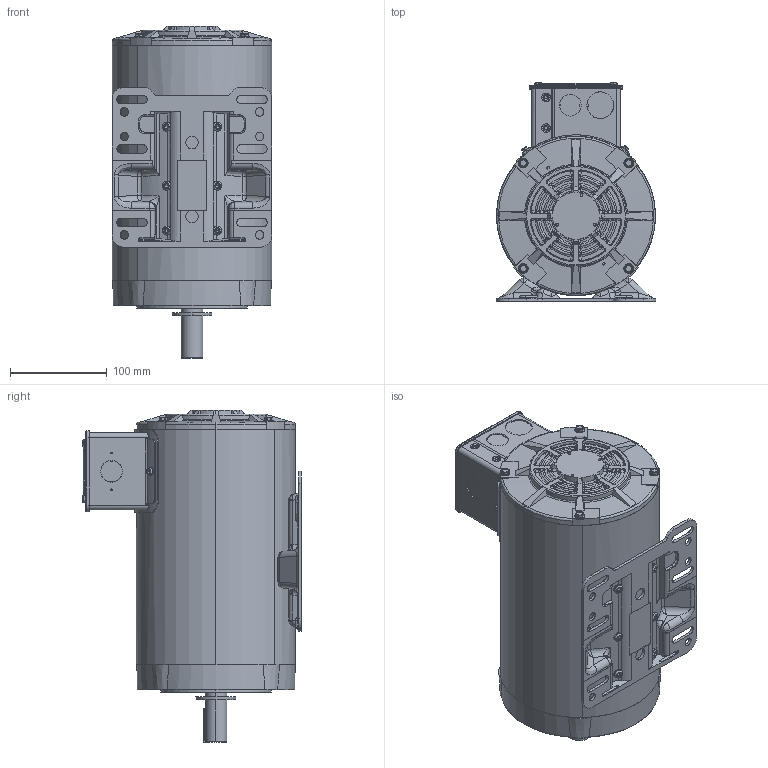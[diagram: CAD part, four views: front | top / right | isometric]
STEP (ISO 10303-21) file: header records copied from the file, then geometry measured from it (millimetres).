
FILE_DESCRIPTION (( 'STEP AP214' ), '1' );
FILE_NAME ('104963-956_Rev04 R1.STEP', '2022-01-26T00:02:42', ( '' ), ( '' ), 'SwSTEP 2.0', 'SolidWorks 2017', '' );
FILE_SCHEMA (( 'AUTOMOTIVE_DESIGN' ));
Length unit declared in the file: inch
Products named in the file (1): 104963-956_Rev04 R1
Bounding box: 165.1 x 225.94 x 342.63 mm (x, y, z)
Volume: 932525.3 mm3; surface area: 597553.3 mm2
Topology: 27 solids, 27 shells, 3386 faces, 8602 edges, 5267 vertices
Faces by surface type: bspline 1140, plane 1092, cylinder 705, cone 449
Entity records: 151631 total; most frequent: CARTESIAN_POINT 79477, ORIENTED_EDGE 17042, DIRECTION 12185, EDGE_CURVE 8521, VERTEX_POINT 5267, AXIS2_PLACEMENT_3D 4698, EDGE_LOOP 3610, FACE_OUTER_BOUND 3386
